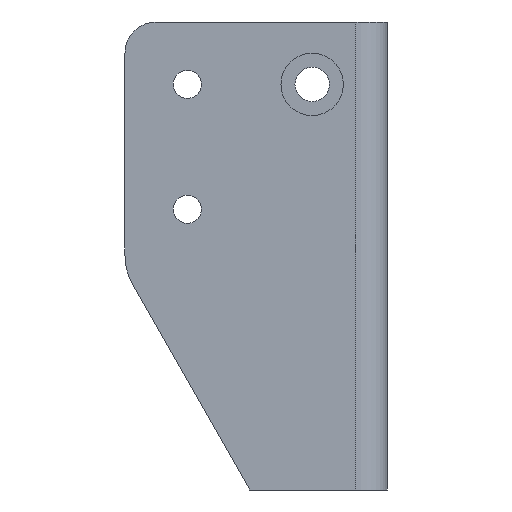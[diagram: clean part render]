
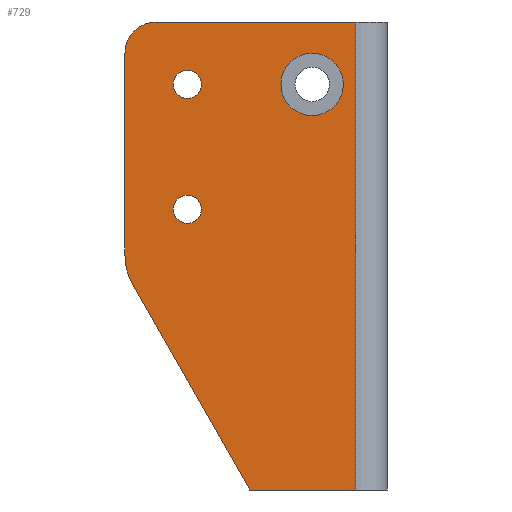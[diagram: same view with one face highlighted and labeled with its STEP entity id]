
A CAD part, left-side view. The second image highlights one B-rep face of the part: STEP entity #729.
In plain terms, the highlighted planar face has unit normal (-1, 0, 0).
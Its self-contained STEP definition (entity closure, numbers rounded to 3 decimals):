
#28=FACE_BOUND('',#133,.T.);
#29=FACE_BOUND('',#134,.T.);
#30=FACE_BOUND('',#135,.T.);
#49=PLANE('',#812);
#85=FACE_OUTER_BOUND('',#132,.T.);
#132=EDGE_LOOP('',(#614,#615,#616,#617,#618,#619,#620));
#133=EDGE_LOOP('',(#621));
#134=EDGE_LOOP('',(#622));
#135=EDGE_LOOP('',(#623));
#194=LINE('',#1178,#262);
#205=LINE('',#1208,#273);
#208=LINE('',#1217,#276);
#209=LINE('',#1219,#277);
#210=LINE('',#1220,#278);
#262=VECTOR('',#964,10.);
#273=VECTOR('',#989,10.);
#276=VECTOR('',#1000,10.);
#277=VECTOR('',#1001,10.);
#278=VECTOR('',#1002,10.);
#306=CIRCLE('',#789,5.);
#310=CIRCLE('',#796,2.25);
#311=CIRCLE('',#798,2.25);
#312=CIRCLE('',#800,5.);
#318=CIRCLE('',#811,10.);
#360=VERTEX_POINT('',#1150);
#364=VERTEX_POINT('',#1163);
#365=VERTEX_POINT('',#1167);
#366=VERTEX_POINT('',#1171);
#367=VERTEX_POINT('',#1172);
#368=VERTEX_POINT('',#1177);
#380=VERTEX_POINT('',#1207);
#381=VERTEX_POINT('',#1211);
#382=VERTEX_POINT('',#1212);
#383=VERTEX_POINT('',#1218);
#439=EDGE_CURVE('',#360,#360,#306,.T.);
#445=EDGE_CURVE('',#364,#364,#310,.T.);
#447=EDGE_CURVE('',#365,#365,#311,.T.);
#449=EDGE_CURVE('',#366,#367,#312,.T.);
#452=EDGE_CURVE('',#367,#368,#194,.T.);
#467=EDGE_CURVE('',#368,#380,#205,.T.);
#469=EDGE_CURVE('',#381,#382,#318,.T.);
#472=EDGE_CURVE('',#382,#366,#208,.T.);
#473=EDGE_CURVE('',#381,#383,#209,.T.);
#474=EDGE_CURVE('',#380,#383,#210,.T.);
#614=ORIENTED_EDGE('',*,*,#449,.F.);
#615=ORIENTED_EDGE('',*,*,#472,.F.);
#616=ORIENTED_EDGE('',*,*,#469,.F.);
#617=ORIENTED_EDGE('',*,*,#473,.T.);
#618=ORIENTED_EDGE('',*,*,#474,.F.);
#619=ORIENTED_EDGE('',*,*,#467,.F.);
#620=ORIENTED_EDGE('',*,*,#452,.F.);
#621=ORIENTED_EDGE('',*,*,#439,.T.);
#622=ORIENTED_EDGE('',*,*,#445,.T.);
#623=ORIENTED_EDGE('',*,*,#447,.T.);
#729=ADVANCED_FACE('',(#85,#28,#29,#30),#49,.T.);
#789=AXIS2_PLACEMENT_3D('',#1151,#932,#933);
#796=AXIS2_PLACEMENT_3D('',#1164,#948,#949);
#798=AXIS2_PLACEMENT_3D('',#1168,#953,#954);
#800=AXIS2_PLACEMENT_3D('',#1173,#958,#959);
#811=AXIS2_PLACEMENT_3D('',#1213,#994,#995);
#812=AXIS2_PLACEMENT_3D('',#1216,#998,#999);
#932=DIRECTION('center_axis',(1.,0.,0.));
#933=DIRECTION('ref_axis',(0.,-1.,0.));
#948=DIRECTION('center_axis',(1.,0.,0.));
#949=DIRECTION('ref_axis',(0.,-1.,0.));
#953=DIRECTION('center_axis',(1.,0.,0.));
#954=DIRECTION('ref_axis',(0.,-1.,0.));
#958=DIRECTION('center_axis',(1.,0.,0.));
#959=DIRECTION('ref_axis',(0.,0.707,0.707));
#964=DIRECTION('',(0.,-1.,0.));
#989=DIRECTION('',(0.,0.,-1.));
#994=DIRECTION('center_axis',(1.,0.,0.));
#995=DIRECTION('ref_axis',(0.,0.966,-0.257));
#998=DIRECTION('center_axis',(-1.,0.,0.));
#999=DIRECTION('ref_axis',(0.,-1.,0.));
#1000=DIRECTION('',(0.,0.,1.));
#1001=DIRECTION('',(0.,-0.496,-0.868));
#1002=DIRECTION('',(0.,1.,0.));
#1150=CARTESIAN_POINT('',(0.,17.,65.));
#1151=CARTESIAN_POINT('Origin',(0.,12.,65.));
#1163=CARTESIAN_POINT('',(0.,34.25,65.));
#1164=CARTESIAN_POINT('Origin',(0.,32.,65.));
#1167=CARTESIAN_POINT('',(0.,34.25,45.));
#1168=CARTESIAN_POINT('Origin',(0.,32.,45.));
#1171=CARTESIAN_POINT('',(0.,42.,70.));
#1172=CARTESIAN_POINT('',(0.,37.,75.));
#1173=CARTESIAN_POINT('Origin',(0.,37.,70.));
#1177=CARTESIAN_POINT('',(0.,5.,75.));
#1178=CARTESIAN_POINT('',(0.,0.,75.));
#1207=CARTESIAN_POINT('',(0.,5.,0.));
#1208=CARTESIAN_POINT('',(0.,5.,0.));
#1211=CARTESIAN_POINT('',(0.,40.682,32.694));
#1212=CARTESIAN_POINT('',(0.,42.,37.656));
#1213=CARTESIAN_POINT('Origin',(0.,32.,37.656));
#1216=CARTESIAN_POINT('Origin',(0.,42.,0.));
#1217=CARTESIAN_POINT('',(0.,42.,0.));
#1218=CARTESIAN_POINT('',(0.,22.,0.));
#1219=CARTESIAN_POINT('',(0.,24.462,4.308));
#1220=CARTESIAN_POINT('',(0.,0.,0.));
